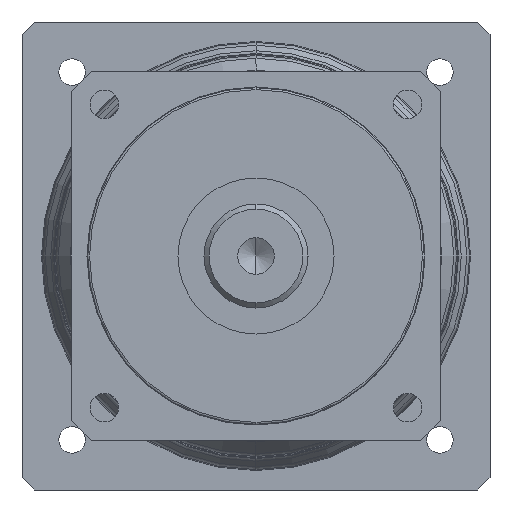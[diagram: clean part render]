
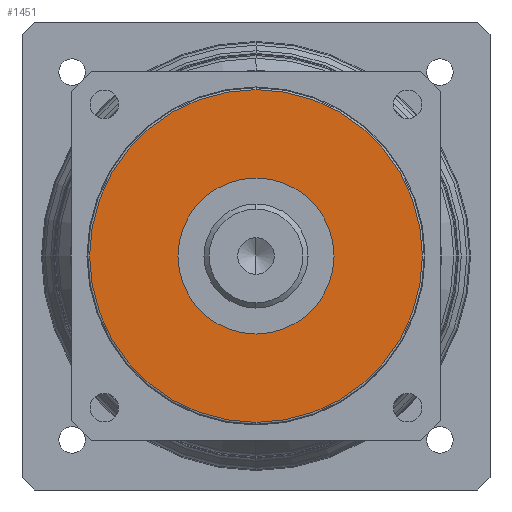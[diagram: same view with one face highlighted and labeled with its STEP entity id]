
A CAD part, left-side view. The second image highlights one B-rep face of the part: STEP entity #1451.
In plain terms, the highlighted planar face has unit normal (-1, 0, 0).
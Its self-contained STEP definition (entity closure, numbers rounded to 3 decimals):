
#116=CARTESIAN_POINT('',(-30.,0.,0.));
#117=DIRECTION('',(-1.,0.,0.));
#118=DIRECTION('',(0.,0.,1.));
#119=AXIS2_PLACEMENT_3D('',#116,#117,#118);
#121=CARTESIAN_POINT('',(-30.,0.,0.));
#122=DIRECTION('',(-1.,0.,0.));
#123=DIRECTION('',(0.,0.,-1.));
#124=AXIS2_PLACEMENT_3D('',#121,#122,#123);
#126=CARTESIAN_POINT('',(-30.,0.,0.));
#127=DIRECTION('',(1.,0.,0.));
#128=DIRECTION('',(0.,0.,1.));
#129=AXIS2_PLACEMENT_3D('',#126,#127,#128);
#131=CARTESIAN_POINT('',(-30.,0.,0.));
#132=DIRECTION('',(1.,0.,0.));
#133=DIRECTION('',(0.,0.,-1.));
#134=AXIS2_PLACEMENT_3D('',#131,#132,#133);
#1146=CARTESIAN_POINT('',(-30.,0.,-64.));
#1147=VERTEX_POINT('',#1146);
#1148=CARTESIAN_POINT('',(-30.,0.,64.));
#1149=VERTEX_POINT('',#1148);
#1227=CARTESIAN_POINT('',(-30.,0.,-30.));
#1229=VERTEX_POINT('',#1227);
#1231=CARTESIAN_POINT('',(-30.,0.,30.));
#1233=VERTEX_POINT('',#1231);
#1436=CARTESIAN_POINT('',(-30.,0.,0.));
#1437=DIRECTION('',(-1.,0.,0.));
#1438=DIRECTION('',(0.,0.,1.));
#1439=AXIS2_PLACEMENT_3D('',#1436,#1437,#1438);
#1440=PLANE('',#1439);
#1442=ORIENTED_EDGE('',*,*,#1441,.F.);
#1444=ORIENTED_EDGE('',*,*,#1443,.F.);
#1445=EDGE_LOOP('',(#1442,#1444));
#1446=FACE_OUTER_BOUND('',#1445,.F.);
#1447=ORIENTED_EDGE('',*,*,#1430,.F.);
#1448=ORIENTED_EDGE('',*,*,#1416,.F.);
#1449=EDGE_LOOP('',(#1447,#1448));
#1450=FACE_BOUND('',#1449,.F.);
#1451=ADVANCED_FACE('',(#1446,#1450),#1440,.T.);
#120=CIRCLE('',#119,64.);
#125=CIRCLE('',#124,64.);
#130=CIRCLE('',#129,30.);
#135=CIRCLE('',#134,30.);
#1416=EDGE_CURVE('',#1229,#1233,#135,.T.);
#1430=EDGE_CURVE('',#1233,#1229,#130,.T.);
#1441=EDGE_CURVE('',#1149,#1147,#120,.T.);
#1443=EDGE_CURVE('',#1147,#1149,#125,.T.);
